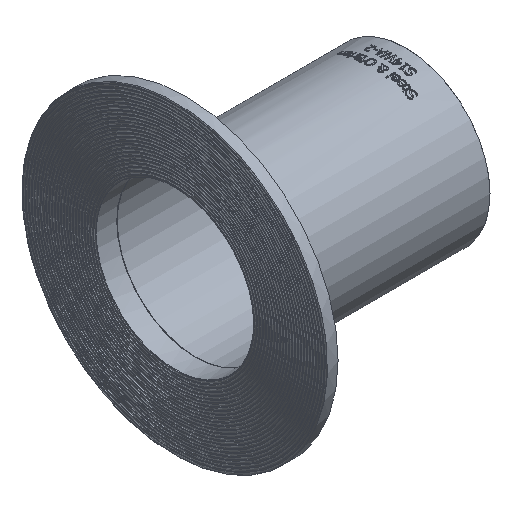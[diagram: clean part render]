
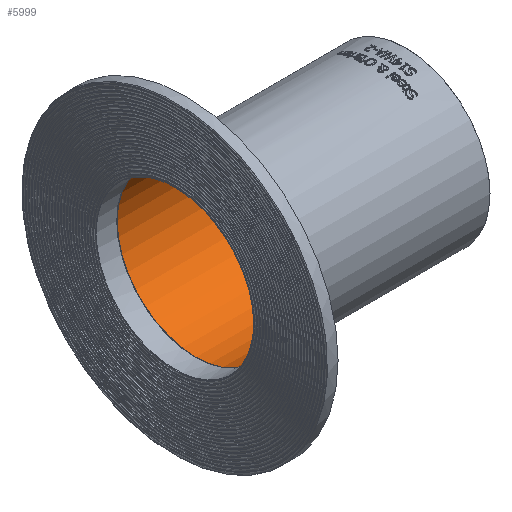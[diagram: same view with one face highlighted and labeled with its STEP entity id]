
A CAD part, isometric view. The second image highlights one B-rep face of the part: STEP entity #5999.
In plain terms, the highlighted cylindrical face has radius 23.749 mm (diameter 47.498 mm), a full revolution.
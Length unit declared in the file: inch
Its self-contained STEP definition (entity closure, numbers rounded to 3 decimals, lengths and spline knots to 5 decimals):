
#99=FACE_BOUND('',#1096,.T.);
#725=FACE_OUTER_BOUND('',#1095,.T.);
#1095=EDGE_LOOP('',(#5578));
#1096=EDGE_LOOP('',(#5579));
#1554=CIRCLE('',#6370,0.935);
#1557=CIRCLE('',#6375,0.935);
#2937=VERTEX_POINT('',#13197);
#2940=VERTEX_POINT('',#13205);
#3822=EDGE_CURVE('',#2937,#2937,#1554,.T.);
#3825=EDGE_CURVE('',#2940,#2940,#1557,.T.);
#5578=ORIENTED_EDGE('',*,*,#3825,.F.);
#5579=ORIENTED_EDGE('',*,*,#3822,.F.);
#5650=CYLINDRICAL_SURFACE('',#6374,0.935);
#5999=ADVANCED_FACE('',(#725,#99),#5650,.F.);
#6370=AXIS2_PLACEMENT_3D('',#13198,#7501,#7502);
#6374=AXIS2_PLACEMENT_3D('',#13204,#7509,#7510);
#6375=AXIS2_PLACEMENT_3D('',#13206,#7511,#7512);
#7501=DIRECTION('center_axis',(-1.,0.,0.));
#7502=DIRECTION('ref_axis',(0.,0.,
-1.));
#7509=DIRECTION('center_axis',(-1.,0.,0.));
#7510=DIRECTION('ref_axis',(0.,0.,
-1.));
#7511=DIRECTION('center_axis',(1.,0.,0.));
#7512=DIRECTION('ref_axis',(0.,0.,
-1.));
#13197=CARTESIAN_POINT('',(2.745,0.,0.935));
#13198=CARTESIAN_POINT('Origin',(2.745,0.,0.));
#13204=CARTESIAN_POINT('Origin',(2.75,0.,0.));
#13205=CARTESIAN_POINT('',(0.255,0.,0.935));
#13206=CARTESIAN_POINT('Origin',(0.255,0.,
0.));
